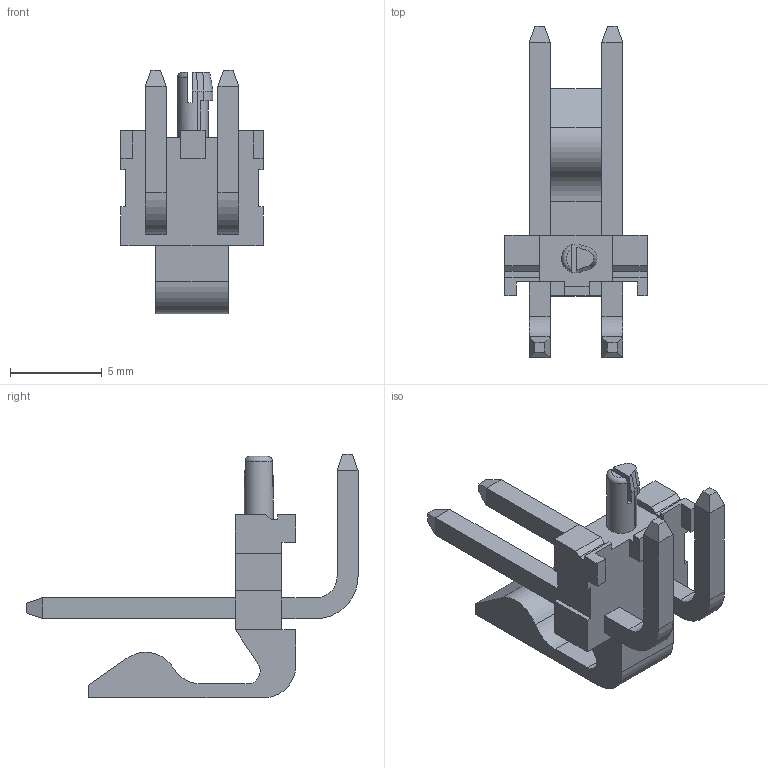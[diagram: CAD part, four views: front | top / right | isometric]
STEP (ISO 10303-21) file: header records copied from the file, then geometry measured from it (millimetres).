
FILE_DESCRIPTION((''),'2;1');
FILE_NAME('026607020','2015-06-19T',('me'),(''),'PRO/ENGINEER BY PARAMETRIC TECHNOLOGY CORPORATION, 2011490','PRO/ENGINEER BY PARAMETRIC TECHNOLOGY CORPORATION, 2011490','');
FILE_SCHEMA(('CONFIG_CONTROL_DESIGN'));
Length unit declared in the file: inch
Products named in the file (1): 026607020
Bounding box: 7.77 x 18.12 x 13.31 mm (x, y, z)
Volume: 266.9 mm3; surface area: 551 mm2
Topology: 1 solids, 1 shells, 113 faces, 301 edges, 196 vertices
Faces by surface type: plane 94, cylinder 13, cone 5, torus 1
Entity records: 3502 total; most frequent: CARTESIAN_POINT 616, ORIENTED_EDGE 588, DIRECTION 571, EDGE_CURVE 294, VECTOR 255, LINE 255, VERTEX_POINT 188, AXIS2_PLACEMENT_3D 158
